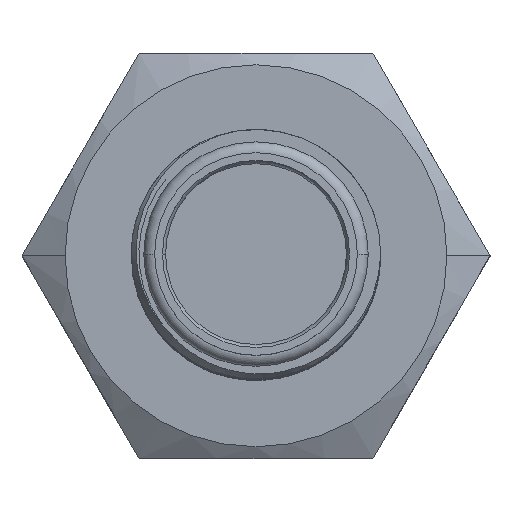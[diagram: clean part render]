
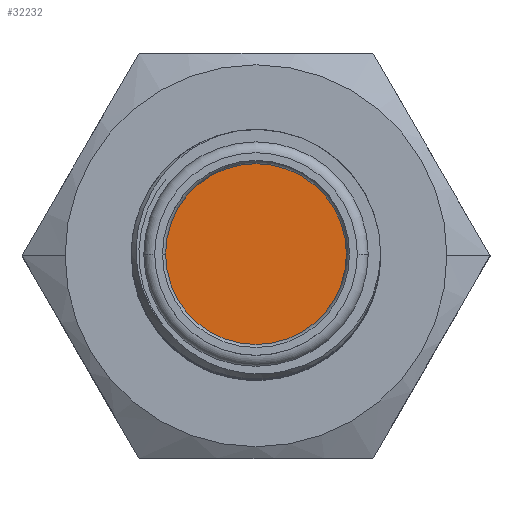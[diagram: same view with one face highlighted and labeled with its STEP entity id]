
A CAD part, top view. The second image highlights one B-rep face of the part: STEP entity #32232.
In plain terms, the highlighted planar face has unit normal (0, 0, 1).
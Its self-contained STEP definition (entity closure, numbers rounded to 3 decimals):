
#352 = CARTESIAN_POINT ( 'NONE',  ( 0., 0., 51. ) ) ;
#681 = EDGE_CURVE ( 'NONE', #1425, #15871, #3228, .T. ) ;
#1425 = VERTEX_POINT ( 'NONE', #10486 ) ;
#3138 = DIRECTION ( 'NONE',  ( 0., 0., 1. ) ) ;
#3228 = CIRCLE ( 'NONE', #51227, 3. ) ;
#3496 = CIRCLE ( 'NONE', #49660, 3. ) ;
#4000 = DIRECTION ( 'NONE',  ( 1., 0., 0. ) ) ;
#7542 = FACE_OUTER_BOUND ( 'NONE', #23526, .T. ) ;
#7968 = EDGE_CURVE ( 'NONE', #15871, #1425, #3496, .T. ) ;
#9497 = DIRECTION ( 'NONE',  ( 0., 0., 1. ) ) ;
#10486 = CARTESIAN_POINT ( 'NONE',  ( 3., 0., 51. ) ) ;
#15871 = VERTEX_POINT ( 'NONE', #43767 ) ;
#17647 = CARTESIAN_POINT ( 'NONE',  ( 0., 0., 51. ) ) ;
#18228 = ORIENTED_EDGE ( 'NONE', *, *, #681, .T. ) ;
#23526 = EDGE_LOOP ( 'NONE', ( #18228, #38656 ) ) ;
#26652 = CARTESIAN_POINT ( 'NONE',  ( 0., 0., 51. ) ) ;
#26995 = DIRECTION ( 'NONE',  ( 1., 0., 0. ) ) ;
#32232 = ADVANCED_FACE ( 'NONE', ( #7542 ), #39154, .T. ) ;
#35822 = DIRECTION ( 'NONE',  ( 0., 0., 1. ) ) ;
#36912 = AXIS2_PLACEMENT_3D ( 'NONE', #26652, #3138, #26995 ) ;
#38656 = ORIENTED_EDGE ( 'NONE', *, *, #7968, .T. ) ;
#39154 = PLANE ( 'NONE',  #36912 ) ;
#43767 = CARTESIAN_POINT ( 'NONE',  ( -3., 0., 51. ) ) ;
#45396 = DIRECTION ( 'NONE',  ( 1., 0., 0. ) ) ;
#49660 = AXIS2_PLACEMENT_3D ( 'NONE', #352, #35822, #4000 ) ;
#51227 = AXIS2_PLACEMENT_3D ( 'NONE', #17647, #9497, #45396 ) ;
